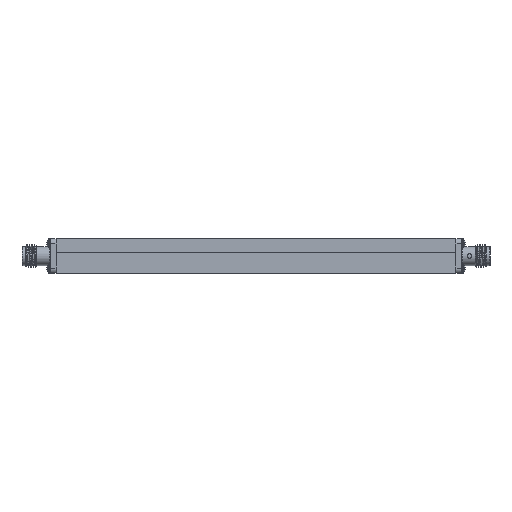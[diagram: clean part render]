
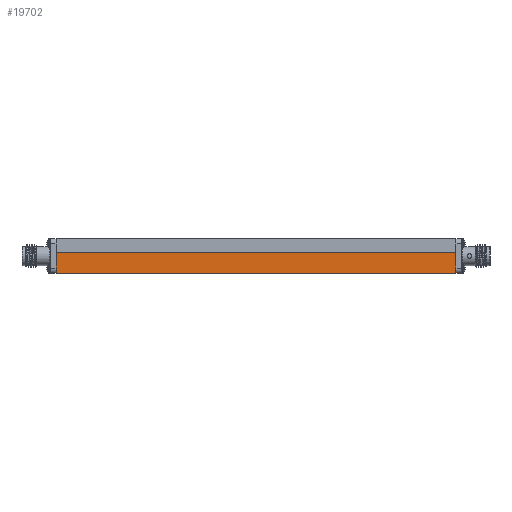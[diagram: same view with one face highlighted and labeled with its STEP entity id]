
A CAD part, front view. The second image highlights one B-rep face of the part: STEP entity #19702.
In plain terms, the highlighted planar face has unit normal (0, -1, 0).
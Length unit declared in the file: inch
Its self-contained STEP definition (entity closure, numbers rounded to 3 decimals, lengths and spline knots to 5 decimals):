
#1174 = AXIS2_PLACEMENT_3D ( 'NONE', #37545, #23090, #10419 ) ;
#4542 = ORIENTED_EDGE ( 'NONE', *, *, #12134, .T. ) ;
#5569 = VECTOR ( 'NONE', #7854, 39.37008 ) ;
#7854 = DIRECTION ( 'NONE',  ( 1., 0., 0. ) ) ;
#7872 = CARTESIAN_POINT ( 'NONE',  ( -2.2, -0.3, 0.04 ) ) ;
#8919 = LINE ( 'NONE', #9106, #14588 ) ;
#9106 = CARTESIAN_POINT ( 'NONE',  ( -2.2, -0.3, 0.19 ) ) ;
#9797 = ORIENTED_EDGE ( 'NONE', *, *, #36000, .T. ) ;
#10419 = DIRECTION ( 'NONE',  ( 0., 0., 1. ) ) ;
#11005 = ORIENTED_EDGE ( 'NONE', *, *, #24491, .F. ) ;
#12134 = EDGE_CURVE ( 'NONE', #33788, #33861, #34992, .T. ) ;
#13282 = VECTOR ( 'NONE', #22308, 39.37008 ) ;
#13377 = EDGE_LOOP ( 'NONE', ( #11005, #9797, #4542, #32138 ) ) ;
#14588 = VECTOR ( 'NONE', #33458, 39.37008 ) ;
#19320 = PLANE ( 'NONE',  #1174 ) ;
#19702 = ADVANCED_FACE ( 'NONE', ( #22491 ), #19320, .F. ) ;
#22308 = DIRECTION ( 'NONE',  ( 1., 0., 0. ) ) ;
#22491 = FACE_OUTER_BOUND ( 'NONE', #13377, .T. ) ;
#23090 = DIRECTION ( 'NONE',  ( 0., 1., 0. ) ) ;
#24491 = EDGE_CURVE ( 'NONE', #35095, #26424, #37754, .T. ) ;
#26424 = VERTEX_POINT ( 'NONE', #32844 ) ;
#30391 = DIRECTION ( 'NONE',  ( 0., 0., -1. ) ) ;
#30555 = CARTESIAN_POINT ( 'NONE',  ( -2.2, -0.3, -0.19 ) ) ;
#32138 = ORIENTED_EDGE ( 'NONE', *, *, #38690, .F. ) ;
#32318 = VECTOR ( 'NONE', #30391, 39.37008 ) ;
#32844 = CARTESIAN_POINT ( 'NONE',  ( 2.2, -0.3, 0.04 ) ) ;
#33001 = CARTESIAN_POINT ( 'NONE',  ( 2.2, -0.3, 0.19 ) ) ;
#33190 = LINE ( 'NONE', #33001, #32318 ) ;
#33458 = DIRECTION ( 'NONE',  ( 0., 0., -1. ) ) ;
#33788 = VERTEX_POINT ( 'NONE', #30555 ) ;
#33861 = VERTEX_POINT ( 'NONE', #35292 ) ;
#34992 = LINE ( 'NONE', #37956, #5569 ) ;
#35095 = VERTEX_POINT ( 'NONE', #7872 ) ;
#35292 = CARTESIAN_POINT ( 'NONE',  ( 2.2, -0.3, -0.19 ) ) ;
#36000 = EDGE_CURVE ( 'NONE', #35095, #33788, #8919, .T. ) ;
#37355 = CARTESIAN_POINT ( 'NONE',  ( -2.2, -0.3, 0.04 ) ) ;
#37545 = CARTESIAN_POINT ( 'NONE',  ( -2.2, -0.3, 0.19 ) ) ;
#37754 = LINE ( 'NONE', #37355, #13282 ) ;
#37956 = CARTESIAN_POINT ( 'NONE',  ( -2.2, -0.3, -0.19 ) ) ;
#38690 = EDGE_CURVE ( 'NONE', #26424, #33861, #33190, .T. ) ;
